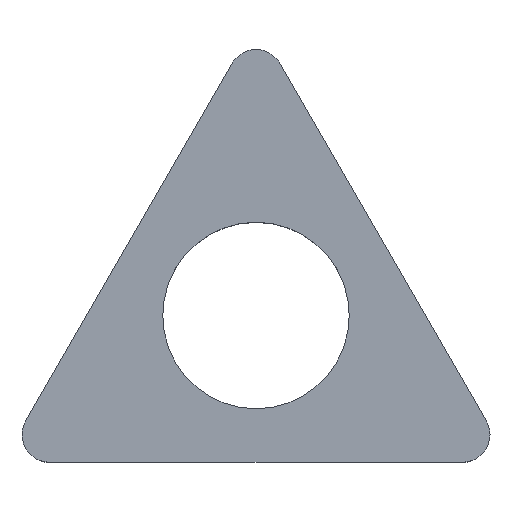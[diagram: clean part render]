
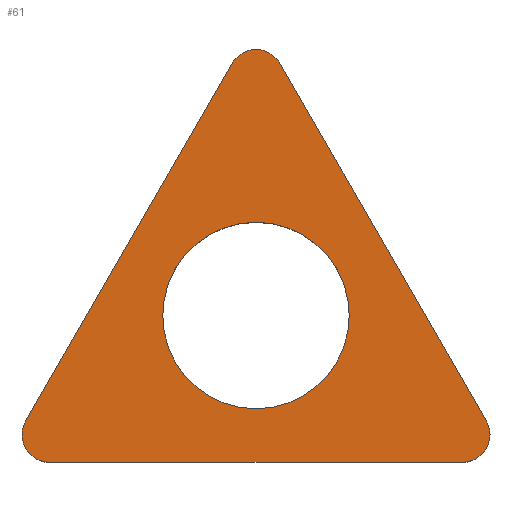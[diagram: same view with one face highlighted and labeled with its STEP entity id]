
A CAD part, top view. The second image highlights one B-rep face of the part: STEP entity #61.
In plain terms, the highlighted planar face has unit normal (0, 0, 1).
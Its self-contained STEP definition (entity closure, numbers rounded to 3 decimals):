
#61=ADVANCED_FACE('',(#84,#85),#76,.T.);
#76=PLANE('',#282);
#84=FACE_BOUND('',#90,.T.);
#85=FACE_BOUND('',#91,.T.);
#90=EDGE_LOOP('',(#150,#151,#152,#153,#154,#155));
#91=EDGE_LOOP('',(#156));
#108=LINE('',#383,#129);
#109=LINE('',#387,#130);
#110=LINE('',#391,#131);
#129=VECTOR('',#308,1.);
#130=VECTOR('',#311,1.);
#131=VECTOR('',#314,1.);
#150=ORIENTED_EDGE('',*,*,#234,.F.);
#151=ORIENTED_EDGE('',*,*,#235,.T.);
#152=ORIENTED_EDGE('',*,*,#236,.F.);
#153=ORIENTED_EDGE('',*,*,#237,.T.);
#154=ORIENTED_EDGE('',*,*,#238,.F.);
#155=ORIENTED_EDGE('',*,*,#239,.T.);
#156=ORIENTED_EDGE('',*,*,#240,.T.);
#214=VERTEX_POINT('',#381);
#215=VERTEX_POINT('',#382);
#216=VERTEX_POINT('',#384);
#217=VERTEX_POINT('',#386);
#218=VERTEX_POINT('',#388);
#219=VERTEX_POINT('',#390);
#220=VERTEX_POINT('',#393);
#234=EDGE_CURVE('',#214,#215,#266,.T.);
#235=EDGE_CURVE('',#214,#216,#108,.T.);
#236=EDGE_CURVE('',#217,#216,#267,.T.);
#237=EDGE_CURVE('',#217,#218,#109,.T.);
#238=EDGE_CURVE('',#219,#218,#268,.T.);
#239=EDGE_CURVE('',#219,#215,#110,.T.);
#240=EDGE_CURVE('',#220,#220,#269,.T.);
#266=CIRCLE('',#278,0.8);
#267=CIRCLE('',#279,0.8);
#268=CIRCLE('',#280,0.8);
#269=CIRCLE('',#281,2.7);
#278=AXIS2_PLACEMENT_3D('',#380,#306,#307);
#279=AXIS2_PLACEMENT_3D('',#385,#309,#310);
#280=AXIS2_PLACEMENT_3D('',#389,#312,#313);
#281=AXIS2_PLACEMENT_3D('',#392,#315,#316);
#282=AXIS2_PLACEMENT_3D('',#394,#317,#318);
#306=DIRECTION('',(0.,0.,-1.));
#307=DIRECTION('',(1.,0.,0.));
#308=DIRECTION('',(-0.5,-0.866,0.));
#309=DIRECTION('',(0.,0.,-1.));
#310=DIRECTION('',(1.,0.,0.));
#311=DIRECTION('',(1.,0.,0.));
#312=DIRECTION('',(0.,0.,-1.));
#313=DIRECTION('',(1.,0.,0.));
#314=DIRECTION('',(-0.5,0.866,0.));
#315=DIRECTION('',(0.,0.,-1.));
#316=DIRECTION('',(1.,0.,0.));
#317=DIRECTION('',(0.,0.,1.));
#318=DIRECTION('',(1.,0.,0.));
#380=CARTESIAN_POINT('',(0.,6.9,-0.15));
#381=CARTESIAN_POINT('',(-0.693,7.3,-0.15));
#382=CARTESIAN_POINT('',(0.693,7.3,-0.15));
#383=CARTESIAN_POINT('',(-0.693,7.3,-0.15));
#384=CARTESIAN_POINT('',(-6.668,-3.05,-0.15));
#385=CARTESIAN_POINT('',(-5.976,-3.45,-0.15));
#386=CARTESIAN_POINT('',(-5.976,-4.25,-0.15));
#387=CARTESIAN_POINT('',(5.976,-4.25,-0.15));
#388=CARTESIAN_POINT('',(5.976,-4.25,-0.15));
#389=CARTESIAN_POINT('',(5.976,-3.45,-0.15));
#390=CARTESIAN_POINT('',(6.668,-3.05,-0.15));
#391=CARTESIAN_POINT('',(0.693,7.3,-0.15));
#392=CARTESIAN_POINT('',(0.,0.,-0.15));
#393=CARTESIAN_POINT('',(2.7,0.,-0.15));
#394=CARTESIAN_POINT('',(0.,0.,-0.15));
